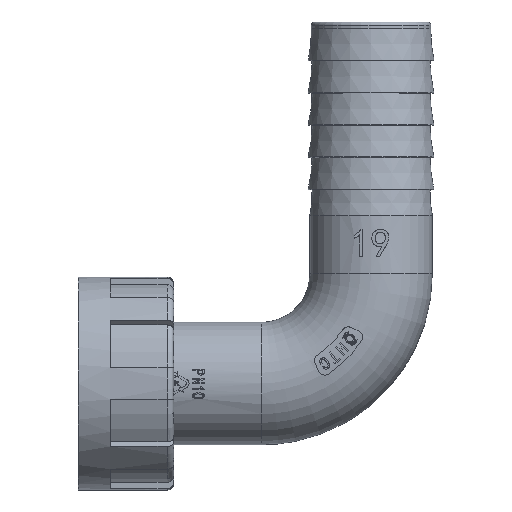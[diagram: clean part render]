
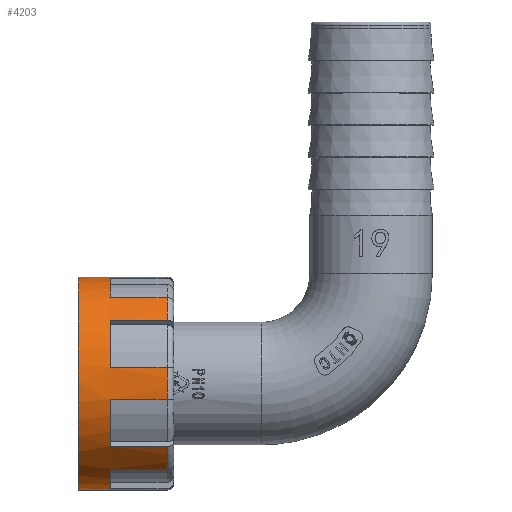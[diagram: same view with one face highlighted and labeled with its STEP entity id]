
A CAD part, top view. The second image highlights one B-rep face of the part: STEP entity #4203.
In plain terms, the highlighted cylindrical face has radius 16.5 mm (diameter 33 mm), a partial arc.
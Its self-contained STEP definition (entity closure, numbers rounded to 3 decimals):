
#1373=FACE_OUTER_BOUND('',#5530,.T.);
#1525=CYLINDRICAL_SURFACE('',#13477,16.5);
#2676=LINE('',#23468,#3527);
#2677=LINE('',#23472,#3528);
#2678=LINE('',#23476,#3529);
#2679=LINE('',#23480,#3530);
#2680=LINE('',#23484,#3531);
#2681=LINE('',#23488,#3532);
#2682=LINE('',#23492,#3533);
#2683=LINE('',#23496,#3534);
#2684=LINE('',#23500,#3535);
#2685=LINE('',#23504,#3536);
#3527=VECTOR('',#16570,1.);
#3528=VECTOR('',#16573,1.);
#3529=VECTOR('',#16576,1.);
#3530=VECTOR('',#16579,1.);
#3531=VECTOR('',#16582,1.);
#3532=VECTOR('',#16585,1.);
#3533=VECTOR('',#16588,1.);
#3534=VECTOR('',#16591,1.);
#3535=VECTOR('',#16594,1.);
#3536=VECTOR('',#16597,1.);
#4203=ADVANCED_FACE('',(#1373),#1525,.T.);
#5530=EDGE_LOOP('',(#8772,#8773,#8774,#8775,#8776,#8777,#8778,#8779,#8780,
#8781,#8782,#8783,#8784,#8785,#8786,#8787,#8788,#8789,#8790,#8791));
#8772=ORIENTED_EDGE('',*,*,#11978,.T.);
#8773=ORIENTED_EDGE('',*,*,#11979,.T.);
#8774=ORIENTED_EDGE('',*,*,#11980,.T.);
#8775=ORIENTED_EDGE('',*,*,#11981,.F.);
#8776=ORIENTED_EDGE('',*,*,#11982,.T.);
#8777=ORIENTED_EDGE('',*,*,#11983,.T.);
#8778=ORIENTED_EDGE('',*,*,#11984,.F.);
#8779=ORIENTED_EDGE('',*,*,#11985,.T.);
#8780=ORIENTED_EDGE('',*,*,#11986,.T.);
#8781=ORIENTED_EDGE('',*,*,#11987,.T.);
#8782=ORIENTED_EDGE('',*,*,#11988,.F.);
#8783=ORIENTED_EDGE('',*,*,#11989,.T.);
#8784=ORIENTED_EDGE('',*,*,#11990,.T.);
#8785=ORIENTED_EDGE('',*,*,#11991,.T.);
#8786=ORIENTED_EDGE('',*,*,#11992,.F.);
#8787=ORIENTED_EDGE('',*,*,#11993,.T.);
#8788=ORIENTED_EDGE('',*,*,#11994,.T.);
#8789=ORIENTED_EDGE('',*,*,#11995,.T.);
#8790=ORIENTED_EDGE('',*,*,#11996,.F.);
#8791=ORIENTED_EDGE('',*,*,#11997,.T.);
#10253=VERTEX_POINT('',#23434);
#10261=VERTEX_POINT('',#23467);
#10262=VERTEX_POINT('',#23469);
#10263=VERTEX_POINT('',#23471);
#10264=VERTEX_POINT('',#23473);
#10265=VERTEX_POINT('',#23475);
#10266=VERTEX_POINT('',#23477);
#10267=VERTEX_POINT('',#23479);
#10268=VERTEX_POINT('',#23481);
#10269=VERTEX_POINT('',#23483);
#10270=VERTEX_POINT('',#23485);
#10271=VERTEX_POINT('',#23487);
#10272=VERTEX_POINT('',#23489);
#10273=VERTEX_POINT('',#23491);
#10274=VERTEX_POINT('',#23493);
#10275=VERTEX_POINT('',#23495);
#10276=VERTEX_POINT('',#23497);
#10277=VERTEX_POINT('',#23499);
#10278=VERTEX_POINT('',#23501);
#10279=VERTEX_POINT('',#23503);
#11978=EDGE_CURVE('',#10261,#10253,#12308,.T.);
#11979=EDGE_CURVE('',#10253,#10262,#2676,.T.);
#11980=EDGE_CURVE('',#10262,#10263,#12309,.T.);
#11981=EDGE_CURVE('',#10264,#10263,#2677,.T.);
#11982=EDGE_CURVE('',#10264,#10265,#12310,.T.);
#11983=EDGE_CURVE('',#10265,#10266,#2678,.T.);
#11984=EDGE_CURVE('',#10267,#10266,#12311,.T.);
#11985=EDGE_CURVE('',#10267,#10268,#2679,.T.);
#11986=EDGE_CURVE('',#10268,#10269,#12312,.T.);
#11987=EDGE_CURVE('',#10269,#10270,#2680,.T.);
#11988=EDGE_CURVE('',#10271,#10270,#12313,.T.);
#11989=EDGE_CURVE('',#10271,#10272,#2681,.T.);
#11990=EDGE_CURVE('',#10272,#10273,#12314,.T.);
#11991=EDGE_CURVE('',#10273,#10274,#2682,.T.);
#11992=EDGE_CURVE('',#10275,#10274,#12315,.T.);
#11993=EDGE_CURVE('',#10275,#10276,#2683,.T.);
#11994=EDGE_CURVE('',#10276,#10277,#12316,.T.);
#11995=EDGE_CURVE('',#10277,#10278,#2684,.T.);
#11996=EDGE_CURVE('',#10279,#10278,#12317,.T.);
#11997=EDGE_CURVE('',#10279,#10261,#2685,.T.);
#12308=CIRCLE('',#13467,16.5);
#12309=CIRCLE('',#13468,16.5);
#12310=CIRCLE('',#13469,16.5);
#12311=CIRCLE('',#13470,16.5);
#12312=CIRCLE('',#13471,16.5);
#12313=CIRCLE('',#13472,16.5);
#12314=CIRCLE('',#13473,16.5);
#12315=CIRCLE('',#13474,16.5);
#12316=CIRCLE('',#13475,16.5);
#12317=CIRCLE('',#13476,16.5);
#13467=AXIS2_PLACEMENT_3D('',#23466,#16568,#16569);
#13468=AXIS2_PLACEMENT_3D('',#23470,#16571,#16572);
#13469=AXIS2_PLACEMENT_3D('',#23474,#16574,#16575);
#13470=AXIS2_PLACEMENT_3D('',#23478,#16577,#16578);
#13471=AXIS2_PLACEMENT_3D('',#23482,#16580,#16581);
#13472=AXIS2_PLACEMENT_3D('',#23486,#16583,#16584);
#13473=AXIS2_PLACEMENT_3D('',#23490,#16586,#16587);
#13474=AXIS2_PLACEMENT_3D('',#23494,#16589,#16590);
#13475=AXIS2_PLACEMENT_3D('',#23498,#16592,#16593);
#13476=AXIS2_PLACEMENT_3D('',#23502,#16595,#16596);
#13477=AXIS2_PLACEMENT_3D('',#23505,#16598,#16599);
#16568=DIRECTION('',(-1.,0.,0.));
#16569=DIRECTION('',(0.,1.,0.));
#16570=DIRECTION('',(-1.,0.,0.));
#16571=DIRECTION('',(1.,0.,0.));
#16572=DIRECTION('',(0.,1.,0.));
#16573=DIRECTION('',(-1.,0.,0.));
#16574=DIRECTION('',(-1.,0.,0.));
#16575=DIRECTION('',(0.,1.,0.));
#16576=DIRECTION('',(-1.,0.,0.));
#16577=DIRECTION('',(1.,0.,0.));
#16578=DIRECTION('',(0.,1.,0.));
#16579=DIRECTION('',(1.,0.,0.));
#16580=DIRECTION('',(-1.,0.,0.));
#16581=DIRECTION('',(0.,1.,0.));
#16582=DIRECTION('',(-1.,0.,0.));
#16583=DIRECTION('',(1.,0.,0.));
#16584=DIRECTION('',(0.,1.,0.));
#16585=DIRECTION('',(1.,0.,0.));
#16586=DIRECTION('',(-1.,0.,0.));
#16587=DIRECTION('',(0.,1.,0.));
#16588=DIRECTION('',(-1.,0.,0.));
#16589=DIRECTION('',(1.,0.,0.));
#16590=DIRECTION('',(0.,1.,0.));
#16591=DIRECTION('',(1.,0.,0.));
#16592=DIRECTION('',(-1.,0.,0.));
#16593=DIRECTION('',(0.,1.,0.));
#16594=DIRECTION('',(-1.,0.,0.));
#16595=DIRECTION('',(1.,0.,0.));
#16596=DIRECTION('',(0.,1.,0.));
#16597=DIRECTION('',(1.,0.,0.));
#16598=DIRECTION('',(-1.,0.,0.));
#16599=DIRECTION('',(0.,1.,0.));
#23434=CARTESIAN_POINT('',(-18.72,41.252,0.));
#23466=CARTESIAN_POINT('',(-18.72,24.752,0.));
#23467=CARTESIAN_POINT('',(-18.72,41.062,2.5));
#23468=CARTESIAN_POINT('',(-17.72,41.252,0.));
#23469=CARTESIAN_POINT('',(-32.52,41.252,0.));
#23470=CARTESIAN_POINT('',(-32.52,24.752,0.));
#23471=CARTESIAN_POINT('',(-32.52,8.252,0.));
#23472=CARTESIAN_POINT('',(-17.72,8.252,0.));
#23473=CARTESIAN_POINT('',(-18.72,8.252,0.));
#23474=CARTESIAN_POINT('',(-18.72,24.752,0.));
#23475=CARTESIAN_POINT('',(-18.72,8.443,2.5));
#23476=CARTESIAN_POINT('',(-17.72,8.443,2.5));
#23477=CARTESIAN_POINT('',(-27.52,8.443,2.5));
#23478=CARTESIAN_POINT('',(-27.52,24.752,0.));
#23479=CARTESIAN_POINT('',(-27.52,11.452,9.765));
#23480=CARTESIAN_POINT('',(-17.72,11.452,9.765));
#23481=CARTESIAN_POINT('',(-18.72,11.452,9.765));
#23482=CARTESIAN_POINT('',(-18.72,24.752,0.));
#23483=CARTESIAN_POINT('',(-18.72,14.988,13.3));
#23484=CARTESIAN_POINT('',(-17.72,14.988,13.3));
#23485=CARTESIAN_POINT('',(-27.52,14.988,13.3));
#23486=CARTESIAN_POINT('',(-27.52,24.752,0.));
#23487=CARTESIAN_POINT('',(-27.52,22.252,16.31));
#23488=CARTESIAN_POINT('',(-17.72,22.252,16.31));
#23489=CARTESIAN_POINT('',(-18.72,22.252,16.31));
#23490=CARTESIAN_POINT('',(-18.72,24.752,0.));
#23491=CARTESIAN_POINT('',(-18.72,27.252,16.31));
#23492=CARTESIAN_POINT('',(-17.72,27.252,16.31));
#23493=CARTESIAN_POINT('',(-27.52,27.252,16.31));
#23494=CARTESIAN_POINT('',(-27.52,24.752,0.));
#23495=CARTESIAN_POINT('',(-27.52,34.517,13.3));
#23496=CARTESIAN_POINT('',(-17.72,34.517,13.3));
#23497=CARTESIAN_POINT('',(-18.72,34.517,13.3));
#23498=CARTESIAN_POINT('',(-18.72,24.752,0.));
#23499=CARTESIAN_POINT('',(-18.72,38.053,9.765));
#23500=CARTESIAN_POINT('',(-17.72,38.053,9.765));
#23501=CARTESIAN_POINT('',(-27.52,38.053,9.765));
#23502=CARTESIAN_POINT('',(-27.52,24.752,0.));
#23503=CARTESIAN_POINT('',(-27.52,41.062,2.5));
#23504=CARTESIAN_POINT('',(-17.72,41.062,2.5));
#23505=CARTESIAN_POINT('',(-17.72,24.752,0.));
